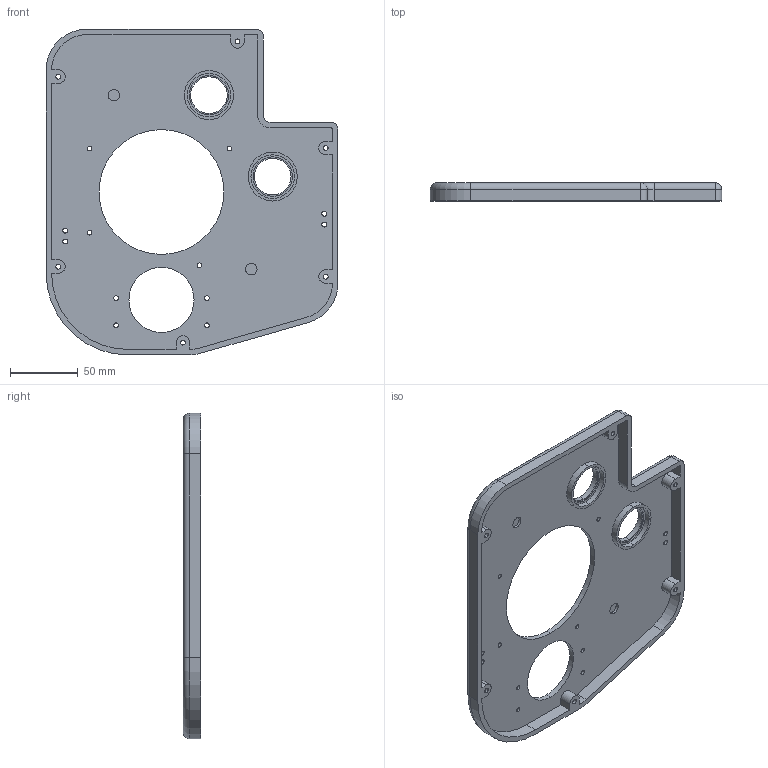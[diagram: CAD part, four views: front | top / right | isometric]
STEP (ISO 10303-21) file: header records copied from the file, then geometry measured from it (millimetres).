
FILE_DESCRIPTION (( 'STEP AP203' ), '1' );
FILE_NAME ('Top Case with Tensioners.STEP', '2021-12-17T12:36:34', ( '' ), ( '' ), 'SwSTEP 2.0', 'SolidWorks 2019', '' );
FILE_SCHEMA (( 'CONFIG_CONTROL_DESIGN' ));
Length unit declared in the file: millimetre
Products named in the file (1): Top Case with Tensioners
Bounding box: 215 x 13.25 x 240 mm (x, y, z)
Volume: 173437.5 mm3; surface area: 94611.5 mm2
Topology: 1 solids, 1 shells, 152 faces, 391 edges, 254 vertices
Faces by surface type: cylinder 100, plane 45, torus 5, sphere 2
Entity records: 4855 total; most frequent: DIRECTION 900, CARTESIAN_POINT 796, ORIENTED_EDGE 778, EDGE_CURVE 389, AXIS2_PLACEMENT_3D 358, VERTEX_POINT 254, EDGE_LOOP 211, CIRCLE 205
